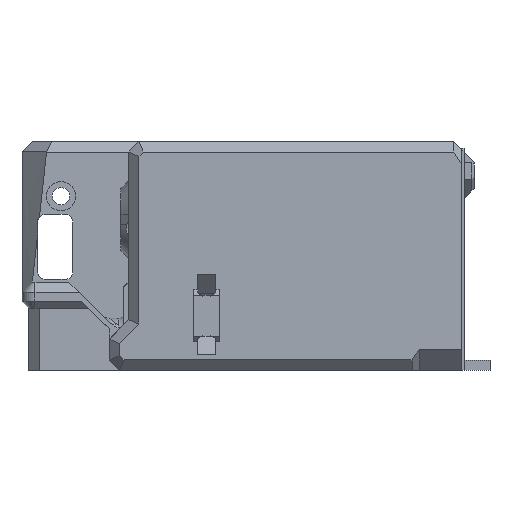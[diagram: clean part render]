
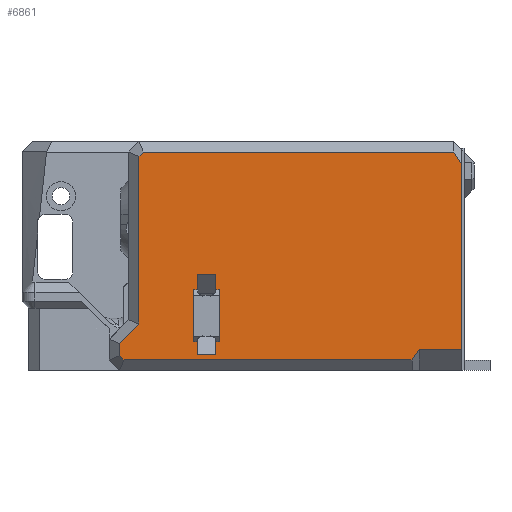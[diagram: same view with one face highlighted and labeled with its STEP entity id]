
A CAD part, front view. The second image highlights one B-rep face of the part: STEP entity #6861.
In plain terms, the highlighted planar face has unit normal (0, -1, 0).
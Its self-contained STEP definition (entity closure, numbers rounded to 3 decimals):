
#90=FACE_BOUND('',#2637,.T.);
#357=LINE('',#10025,#1181);
#361=LINE('',#10031,#1185);
#362=LINE('',#10034,#1186);
#364=LINE('',#10038,#1188);
#428=LINE('',#10226,#1252);
#536=LINE('',#10483,#1360);
#537=LINE('',#10486,#1361);
#538=LINE('',#10488,#1362);
#539=LINE('',#10490,#1363);
#540=LINE('',#10492,#1364);
#541=LINE('',#10493,#1365);
#542=LINE('',#10496,#1366);
#543=LINE('',#10498,#1367);
#544=LINE('',#10500,#1368);
#545=LINE('',#10502,#1369);
#546=LINE('',#10504,#1370);
#547=LINE('',#10506,#1371);
#548=LINE('',#10508,#1372);
#549=LINE('',#10510,#1373);
#550=LINE('',#10512,#1374);
#551=LINE('',#10514,#1375);
#552=LINE('',#10516,#1376);
#553=LINE('',#10517,#1377);
#1181=VECTOR('',#7998,10.);
#1185=VECTOR('',#8004,10.);
#1186=VECTOR('',#8007,10.);
#1188=VECTOR('',#8011,10.);
#1252=VECTOR('',#8123,10.);
#1360=VECTOR('',#8389,10.);
#1361=VECTOR('',#8392,10.);
#1362=VECTOR('',#8393,10.);
#1363=VECTOR('',#8394,10.);
#1364=VECTOR('',#8395,10.);
#1365=VECTOR('',#8396,10.);
#1366=VECTOR('',#8397,10.);
#1367=VECTOR('',#8398,10.);
#1368=VECTOR('',#8399,10.);
#1369=VECTOR('',#8400,10.);
#1370=VECTOR('',#8401,10.);
#1371=VECTOR('',#8402,10.);
#1372=VECTOR('',#8403,10.);
#1373=VECTOR('',#8404,10.);
#1374=VECTOR('',#8405,10.);
#1375=VECTOR('',#8406,10.);
#1376=VECTOR('',#8407,10.);
#1377=VECTOR('',#8408,10.);
#1921=PLANE('',#7316);
#2241=FACE_OUTER_BOUND('',#2636,.T.);
#2636=EDGE_LOOP('',(#5456,#5457,#5458,#5459,#5460,#5461,#5462,#5463,#5464,
#5465,#5466));
#2637=EDGE_LOOP('',(#5467,#5468,#5469,#5470,#5471,#5472,#5473,#5474,#5475,
#5476,#5477,#5478));
#3240=VERTEX_POINT('',#10021);
#3242=VERTEX_POINT('',#10024);
#3243=VERTEX_POINT('',#10029);
#3244=VERTEX_POINT('',#10033);
#3245=VERTEX_POINT('',#10037);
#3298=VERTEX_POINT('',#10222);
#3299=VERTEX_POINT('',#10224);
#3370=VERTEX_POINT('',#10485);
#3371=VERTEX_POINT('',#10487);
#3372=VERTEX_POINT('',#10489);
#3373=VERTEX_POINT('',#10491);
#3374=VERTEX_POINT('',#10494);
#3375=VERTEX_POINT('',#10495);
#3376=VERTEX_POINT('',#10497);
#3377=VERTEX_POINT('',#10499);
#3378=VERTEX_POINT('',#10501);
#3379=VERTEX_POINT('',#10503);
#3380=VERTEX_POINT('',#10505);
#3381=VERTEX_POINT('',#10507);
#3382=VERTEX_POINT('',#10509);
#3383=VERTEX_POINT('',#10511);
#3384=VERTEX_POINT('',#10513);
#3385=VERTEX_POINT('',#10515);
#3935=EDGE_CURVE('',#3242,#3240,#357,.T.);
#3939=EDGE_CURVE('',#3243,#3242,#361,.T.);
#3940=EDGE_CURVE('',#3243,#3244,#362,.T.);
#3942=EDGE_CURVE('',#3244,#3245,#364,.T.);
#4017=EDGE_CURVE('',#3299,#3298,#428,.T.);
#4147=EDGE_CURVE('',#3298,#3240,#536,.T.);
#4148=EDGE_CURVE('',#3370,#3299,#537,.T.);
#4149=EDGE_CURVE('',#3371,#3370,#538,.T.);
#4150=EDGE_CURVE('',#3372,#3371,#539,.T.);
#4151=EDGE_CURVE('',#3373,#3372,#540,.T.);
#4152=EDGE_CURVE('',#3245,#3373,#541,.T.);
#4153=EDGE_CURVE('',#3374,#3375,#542,.T.);
#4154=EDGE_CURVE('',#3375,#3376,#543,.T.);
#4155=EDGE_CURVE('',#3376,#3377,#544,.T.);
#4156=EDGE_CURVE('',#3377,#3378,#545,.T.);
#4157=EDGE_CURVE('',#3378,#3379,#546,.T.);
#4158=EDGE_CURVE('',#3379,#3380,#547,.T.);
#4159=EDGE_CURVE('',#3380,#3381,#548,.T.);
#4160=EDGE_CURVE('',#3381,#3382,#549,.T.);
#4161=EDGE_CURVE('',#3382,#3383,#550,.T.);
#4162=EDGE_CURVE('',#3383,#3384,#551,.T.);
#4163=EDGE_CURVE('',#3384,#3385,#552,.T.);
#4164=EDGE_CURVE('',#3385,#3374,#553,.T.);
#5456=ORIENTED_EDGE('',*,*,#3940,.F.);
#5457=ORIENTED_EDGE('',*,*,#3939,.T.);
#5458=ORIENTED_EDGE('',*,*,#3935,.T.);
#5459=ORIENTED_EDGE('',*,*,#4147,.F.);
#5460=ORIENTED_EDGE('',*,*,#4017,.F.);
#5461=ORIENTED_EDGE('',*,*,#4148,.F.);
#5462=ORIENTED_EDGE('',*,*,#4149,.F.);
#5463=ORIENTED_EDGE('',*,*,#4150,.F.);
#5464=ORIENTED_EDGE('',*,*,#4151,.F.);
#5465=ORIENTED_EDGE('',*,*,#4152,.F.);
#5466=ORIENTED_EDGE('',*,*,#3942,.F.);
#5467=ORIENTED_EDGE('',*,*,#4153,.T.);
#5468=ORIENTED_EDGE('',*,*,#4154,.T.);
#5469=ORIENTED_EDGE('',*,*,#4155,.T.);
#5470=ORIENTED_EDGE('',*,*,#4156,.T.);
#5471=ORIENTED_EDGE('',*,*,#4157,.T.);
#5472=ORIENTED_EDGE('',*,*,#4158,.T.);
#5473=ORIENTED_EDGE('',*,*,#4159,.T.);
#5474=ORIENTED_EDGE('',*,*,#4160,.T.);
#5475=ORIENTED_EDGE('',*,*,#4161,.T.);
#5476=ORIENTED_EDGE('',*,*,#4162,.T.);
#5477=ORIENTED_EDGE('',*,*,#4163,.T.);
#5478=ORIENTED_EDGE('',*,*,#4164,.T.);
#6861=ADVANCED_FACE('',(#2241,#90),#1921,.T.);
#7316=AXIS2_PLACEMENT_3D('',#10484,#8390,#8391);
#7998=DIRECTION('',(0.,0.,1.));
#8004=DIRECTION('',(1.,0.,0.));
#8007=DIRECTION('',(-0.577,0.,-0.816));
#8011=DIRECTION('',(-1.,0.,0.));
#8123=DIRECTION('',(1.,0.,0.));
#8389=DIRECTION('',(0.577,0.,-0.816));
#8390=DIRECTION('center_axis',(0.,-1.,0.));
#8391=DIRECTION('ref_axis',(1.,0.,0.));
#8392=DIRECTION('',(0.707,0.,0.707));
#8393=DIRECTION('',(0.,0.,1.));
#8394=DIRECTION('',(0.707,0.,0.707));
#8395=DIRECTION('',(0.,0.,1.));
#8396=DIRECTION('',(-0.707,0.,0.707));
#8397=DIRECTION('',(0.,0.,-1.));
#8398=DIRECTION('',(1.,0.,0.));
#8399=DIRECTION('',(0.,0.,-1.));
#8400=DIRECTION('',(-1.,0.,0.));
#8401=DIRECTION('',(0.,0.,-1.));
#8402=DIRECTION('',(-1.,0.,0.));
#8403=DIRECTION('',(0.,0.,1.));
#8404=DIRECTION('',(-1.,0.,0.));
#8405=DIRECTION('',(0.,0.,1.));
#8406=DIRECTION('',(1.,0.,0.));
#8407=DIRECTION('',(0.,0.,1.));
#8408=DIRECTION('',(1.,0.,0.));
#10021=CARTESIAN_POINT('',(42.,-99.15,-8.896));
#10024=CARTESIAN_POINT('',(42.,-99.15,-44.775));
#10025=CARTESIAN_POINT('',(42.,-99.15,-26.775));
#10029=CARTESIAN_POINT('',(33.914,-99.15,-44.775));
#10031=CARTESIAN_POINT('',(-0.25,-99.15,-44.775));
#10033=CARTESIAN_POINT('',(32.5,-99.15,-46.775));
#10034=CARTESIAN_POINT('',(19.764,-99.15,-64.786));
#10037=CARTESIAN_POINT('',(-22.922,-99.15,-46.775));
#10038=CARTESIAN_POINT('',(-21.25,-99.15,-46.775));
#10222=CARTESIAN_POINT('',(40.5,-99.15,-6.775));
#10224=CARTESIAN_POINT('',(-19.172,-99.15,-6.775));
#10226=CARTESIAN_POINT('',(-21.25,-99.15,-6.775));
#10483=CARTESIAN_POINT('',(36.58,-99.15,-1.232));
#10484=CARTESIAN_POINT('Origin',(-42.5,-99.15,-48.775));
#10485=CARTESIAN_POINT('',(-20.,-99.15,-7.603));
#10486=CARTESIAN_POINT('',(-35.711,-99.15,-23.314));
#10487=CARTESIAN_POINT('',(-20.,-99.15,-39.853));
#10488=CARTESIAN_POINT('',(-20.,-99.15,-26.775));
#10489=CARTESIAN_POINT('',(-23.75,-99.15,-43.603));
#10490=CARTESIAN_POINT('',(-29.086,-99.15,-48.939));
#10491=CARTESIAN_POINT('',(-23.75,-99.15,-45.947));
#10492=CARTESIAN_POINT('',(-23.75,-99.15,-40.275));
#10493=CARTESIAN_POINT('',(-27.523,-99.15,-42.173));
#10494=CARTESIAN_POINT('',(-5.25,-99.15,-30.368));
#10495=CARTESIAN_POINT('',(-5.25,-99.15,-33.307));
#10496=CARTESIAN_POINT('',(-5.25,-99.15,-43.42));
#10497=CARTESIAN_POINT('',(-4.5,-99.15,-33.307));
#10498=CARTESIAN_POINT('',(-23.5,-99.15,-33.307));
#10499=CARTESIAN_POINT('',(-4.5,-99.15,-43.243));
#10500=CARTESIAN_POINT('',(-4.5,-99.15,-46.009));
#10501=CARTESIAN_POINT('',(-5.25,-99.15,-43.243));
#10502=CARTESIAN_POINT('',(-26.,-99.15,-43.243));
#10503=CARTESIAN_POINT('',(-5.25,-99.15,-45.762));
#10504=CARTESIAN_POINT('',(-5.25,-99.15,-43.42));
#10505=CARTESIAN_POINT('',(-8.75,-99.15,-45.762));
#10506=CARTESIAN_POINT('',(-25.625,-99.15,-45.762));
#10507=CARTESIAN_POINT('',(-8.75,-99.15,-43.243));
#10508=CARTESIAN_POINT('',(-8.75,-99.15,-43.42));
#10509=CARTESIAN_POINT('',(-9.5,-99.15,-43.243));
#10510=CARTESIAN_POINT('',(-26.,-99.15,-43.243));
#10511=CARTESIAN_POINT('',(-9.5,-99.15,-33.307));
#10512=CARTESIAN_POINT('',(-9.5,-99.15,-41.041));
#10513=CARTESIAN_POINT('',(-8.75,-99.15,-33.307));
#10514=CARTESIAN_POINT('',(-23.5,-99.15,-33.307));
#10515=CARTESIAN_POINT('',(-8.75,-99.15,-30.368));
#10516=CARTESIAN_POINT('',(-8.75,-99.15,-43.42));
#10517=CARTESIAN_POINT('',(-25.625,-99.15,-30.368));
